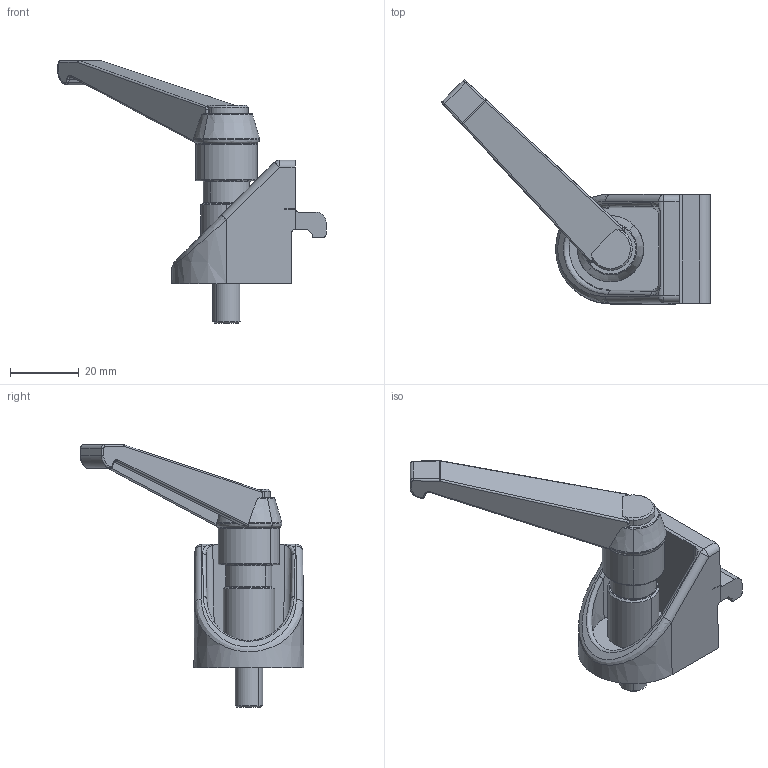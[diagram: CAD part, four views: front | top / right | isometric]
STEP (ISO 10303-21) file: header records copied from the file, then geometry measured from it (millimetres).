
FILE_DESCRIPTION (( 'STEP AP214' ), '1' );
FILE_NAME ('7128450', '2019-01-30T08:49:07', ( '' ), ('JUGARD+KÜNSTNER GmbH'), 'SwSTEP 2.0', 'SolidWorks 2017', '' );
FILE_SCHEMA (( 'AUTOMOTIVE_DESIGN' ));
Length unit declared in the file: millimetre
Products named in the file (4): 7128450; Part1; Part3; Part2
Assembly tree (3 placements, depth 2):
  7128450
    Part1
    Part3
    Part2
Bounding box: 78.12 x 65.12 x 76.5 mm (x, y, z)
Volume: 28850 mm3; surface area: 14676 mm2
Topology: 3 solids, 3 shells, 156 faces, 376 edges, 228 vertices
Faces by surface type: cylinder 53, plane 48, bspline 36, cone 19
Entity records: 8196 total; most frequent: CARTESIAN_POINT 2931, ORIENTED_EDGE 752, DIRECTION 667, EDGE_CURVE 376, AXIS2_PLACEMENT_3D 248, VERTEX_POINT 228, VECTOR 171, LINE 171
